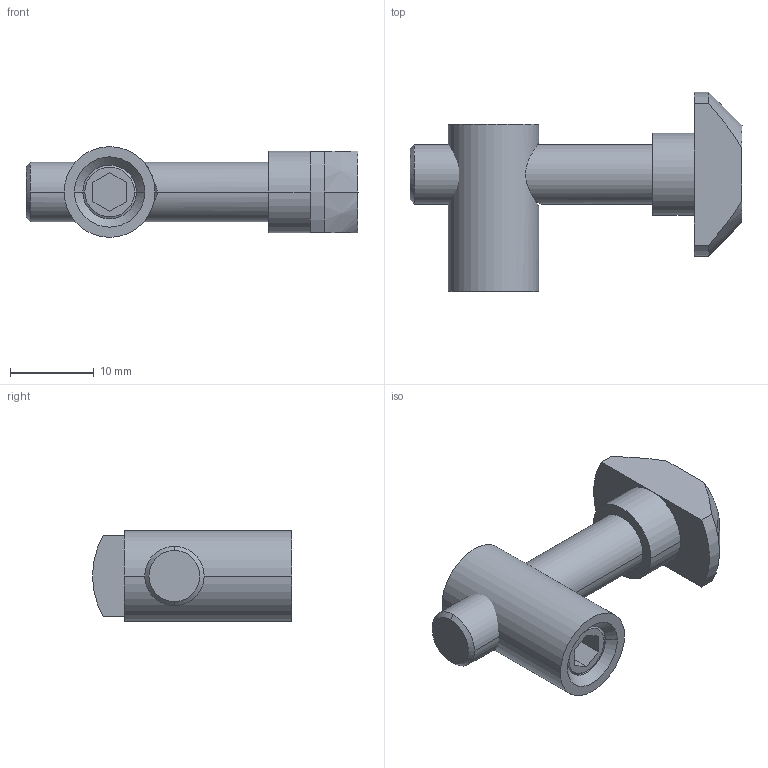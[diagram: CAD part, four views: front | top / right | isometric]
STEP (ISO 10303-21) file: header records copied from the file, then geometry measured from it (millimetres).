
FILE_DESCRIPTION (( 'STEP AP203' ), '1' );
FILE_NAME ('402535464_c_1.STEP', '2023-02-07T14:43:40', ( '' ), ( '' ), 'SwSTEP 2.0', 'SolidWorks 2014', '' );
FILE_SCHEMA (( 'CONFIG_CONTROL_DESIGN' ));
Length unit declared in the file: millimetre
Products named in the file (1): 402535464_c_1
Bounding box: 39.7 x 23.8 x 10.85 mm (x, y, z)
Surface area: 2743.1 mm2 (no closed solid volume)
Topology: 0 solids, 3 shells, 44 faces, 106 edges, 67 vertices
Faces by surface type: plane 18, cylinder 13, cone 13
Entity records: 1821 total; most frequent: CARTESIAN_POINT 712, DIRECTION 226, ORIENTED_EDGE 204, EDGE_CURVE 104, AXIS2_PLACEMENT_3D 87, VERTEX_POINT 67, VECTOR 52, LINE 52
